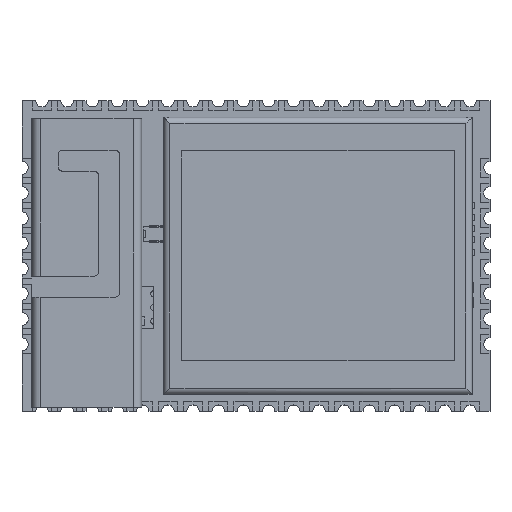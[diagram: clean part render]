
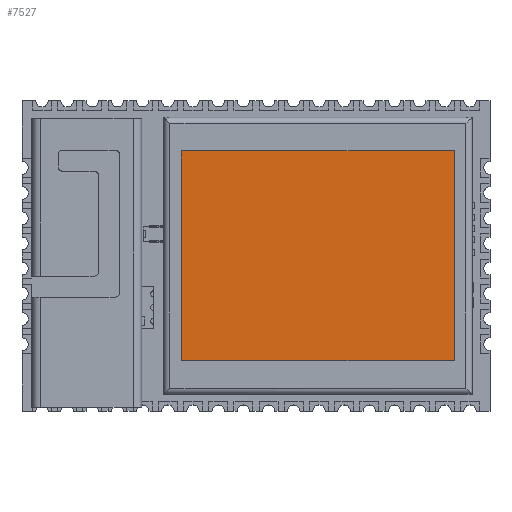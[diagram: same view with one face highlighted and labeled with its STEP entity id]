
A CAD part, top view. The second image highlights one B-rep face of the part: STEP entity #7527.
In plain terms, the highlighted planar face has unit normal (0, 0, 1).
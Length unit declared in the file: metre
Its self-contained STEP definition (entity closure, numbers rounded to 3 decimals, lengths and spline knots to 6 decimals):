
#7527=ADVANCED_FACE('',(#12871),#12872,.T.);
#12871=FACE_OUTER_BOUND('',#18293,.T.);
#12872=PLANE('',#18294);
#18293=EDGE_LOOP('',(#23884,#23885,#23886,#23887));
#18294=AXIS2_PLACEMENT_3D('',#23888,#23889,#23890);
#23884=ORIENTED_EDGE('',*,*,#36795,.T.);
#23885=ORIENTED_EDGE('',*,*,#36198,.T.);
#23886=ORIENTED_EDGE('',*,*,#36796,.T.);
#23887=ORIENTED_EDGE('',*,*,#36797,.T.);
#23888=CARTESIAN_POINT('',(-0.0065,-0.005,0.00005));
#23889=DIRECTION('',(0.,0.,1.));
#23890=DIRECTION('',(1.,0.,0.));
#36198=EDGE_CURVE('',#41454,#41452,#41455,.T.);
#36795=EDGE_CURVE('',#42497,#41454,#42498,.T.);
#36796=EDGE_CURVE('',#41452,#42499,#42500,.T.);
#36797=EDGE_CURVE('',#42499,#42497,#42501,.T.);
#41452=VERTEX_POINT('',#49089);
#41454=VERTEX_POINT('',#49092);
#41455=LINE('',#49093,#49094);
#42497=VERTEX_POINT('',#50542);
#42498=LINE('',#50543,#50544);
#42499=VERTEX_POINT('',#50545);
#42500=LINE('',#50546,#50547);
#42501=LINE('',#50548,#50549);
#49089=CARTESIAN_POINT('',(0.0065,-0.005,0.00005));
#49092=CARTESIAN_POINT('',(-0.0065,-0.005,0.00005));
#49093=CARTESIAN_POINT('',(-0.0065,-0.005,0.00005));
#49094=VECTOR('',#59429,1.);
#50542=CARTESIAN_POINT('',(-0.0065,0.005,0.00005));
#50543=CARTESIAN_POINT('',(-0.0065,0.005,0.00005));
#50544=VECTOR('',#60049,1.);
#50545=CARTESIAN_POINT('',(0.0065,0.005,0.00005));
#50546=CARTESIAN_POINT('',(0.0065,-0.005,0.00005));
#50547=VECTOR('',#60050,1.);
#50548=CARTESIAN_POINT('',(0.0065,0.005,0.00005));
#50549=VECTOR('',#60051,1.);
#59429=DIRECTION('',(1.,0.,0.));
#60049=DIRECTION('',(0.,-1.,0.));
#60050=DIRECTION('',(0.,1.,0.));
#60051=DIRECTION('',(-1.,0.,0.));
